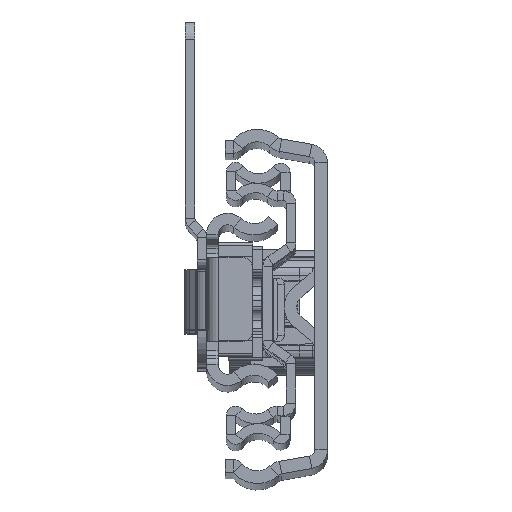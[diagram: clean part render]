
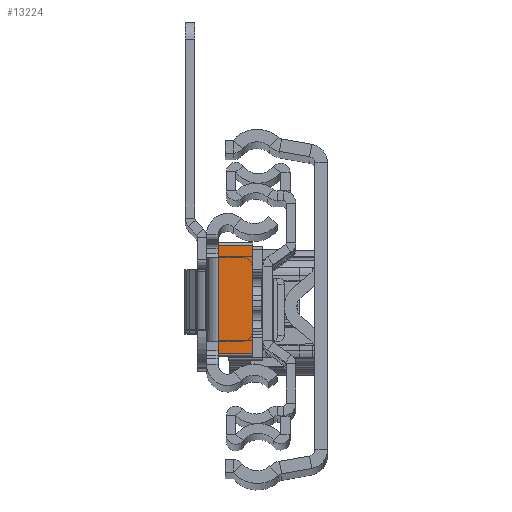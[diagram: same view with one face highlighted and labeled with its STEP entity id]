
A CAD part, top view. The second image highlights one B-rep face of the part: STEP entity #13224.
In plain terms, the highlighted planar face has unit normal (0, 0, 1).
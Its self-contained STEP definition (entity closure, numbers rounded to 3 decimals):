
#67 = VECTOR ( 'NONE', #8487, 1000. ) ;
#1858 = FACE_OUTER_BOUND ( 'NONE', #2701, .T. ) ;
#1907 = CARTESIAN_POINT ( 'NONE',  ( 0., -8.5, 0. ) ) ;
#2701 = EDGE_LOOP ( 'NONE', ( #13237, #20399, #7071, #6960 ) ) ;
#5029 = VECTOR ( 'NONE', #5242, 1000. ) ;
#5154 = CARTESIAN_POINT ( 'NONE',  ( 5.5, 11114.482, 0. ) ) ;
#5242 = DIRECTION ( 'NONE',  ( -1., 0., 0. ) ) ;
#5536 = VECTOR ( 'NONE', #19553, 1000. ) ;
#6713 = DIRECTION ( 'NONE',  ( 0., 0., 1. ) ) ;
#6960 = ORIENTED_EDGE ( 'NONE', *, *, #18370, .T. ) ;
#7035 = EDGE_CURVE ( 'NONE', #21339, #27343, #11849, .T. ) ;
#7071 = ORIENTED_EDGE ( 'NONE', *, *, #9691, .T. ) ;
#7285 = CARTESIAN_POINT ( 'NONE',  ( 0., 11114.482, 0. ) ) ;
#8487 = DIRECTION ( 'NONE',  ( 1., 0., 0. ) ) ;
#8922 = CARTESIAN_POINT ( 'NONE',  ( 0., 8.5, 0. ) ) ;
#9422 = CARTESIAN_POINT ( 'NONE',  ( 5.5, 8.5, 0. ) ) ;
#9512 = VECTOR ( 'NONE', #13851, 1000. ) ;
#9691 = EDGE_CURVE ( 'NONE', #18998, #28000, #14484, .T. ) ;
#11127 = PLANE ( 'NONE',  #20267 ) ;
#11266 = DIRECTION ( 'NONE',  ( 1., 0., 0. ) ) ;
#11849 = LINE ( 'NONE', #20596, #5536 ) ;
#12075 = CARTESIAN_POINT ( 'NONE',  ( 0., 8.5, 0. ) ) ;
#13224 = ADVANCED_FACE ( 'NONE', ( #1858 ), #11127, .T. ) ;
#13237 = ORIENTED_EDGE ( 'NONE', *, *, #7035, .T. ) ;
#13851 = DIRECTION ( 'NONE',  ( 0., 1., 0. ) ) ;
#14484 = LINE ( 'NONE', #5154, #9512 ) ;
#14999 = CARTESIAN_POINT ( 'NONE',  ( 0., -8.5, 0. ) ) ;
#16051 = LINE ( 'NONE', #12075, #5029 ) ;
#18370 = EDGE_CURVE ( 'NONE', #28000, #21339, #16051, .T. ) ;
#18998 = VERTEX_POINT ( 'NONE', #24919 ) ;
#19553 = DIRECTION ( 'NONE',  ( 0., -1., 0. ) ) ;
#20267 = AXIS2_PLACEMENT_3D ( 'NONE', #7285, #6713, #11266 ) ;
#20399 = ORIENTED_EDGE ( 'NONE', *, *, #20536, .T. ) ;
#20536 = EDGE_CURVE ( 'NONE', #27343, #18998, #23657, .T. ) ;
#20596 = CARTESIAN_POINT ( 'NONE',  ( 0., 11114.482, 0. ) ) ;
#21339 = VERTEX_POINT ( 'NONE', #8922 ) ;
#23657 = LINE ( 'NONE', #1907, #67 ) ;
#24919 = CARTESIAN_POINT ( 'NONE',  ( 5.5, -8.5, 0. ) ) ;
#27343 = VERTEX_POINT ( 'NONE', #14999 ) ;
#28000 = VERTEX_POINT ( 'NONE', #9422 ) ;
